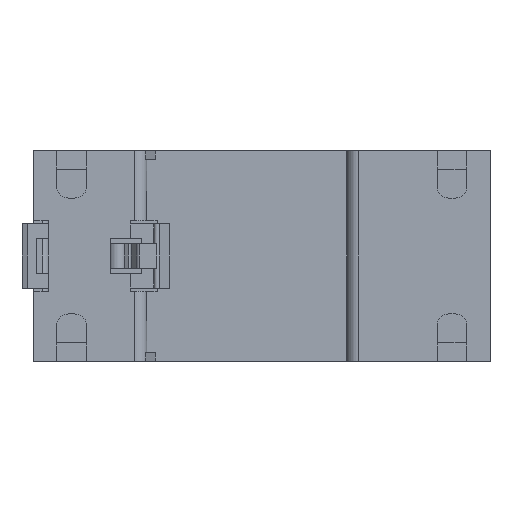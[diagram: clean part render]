
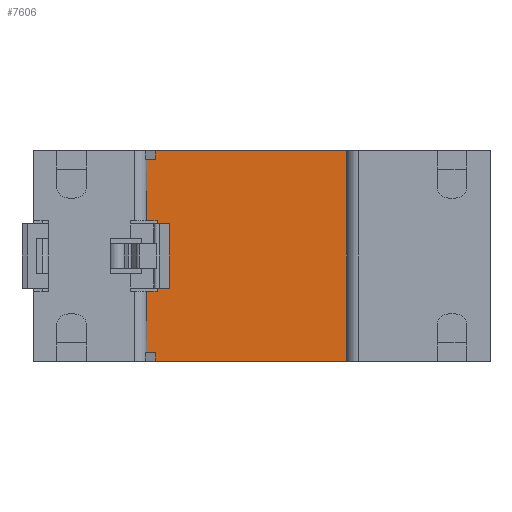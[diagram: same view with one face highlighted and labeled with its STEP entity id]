
A CAD part, front view. The second image highlights one B-rep face of the part: STEP entity #7606.
In plain terms, the highlighted planar face has unit normal (0, -1, 0).
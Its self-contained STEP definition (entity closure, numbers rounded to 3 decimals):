
#739=DIRECTION('',(1.,0.,0.));
#740=VECTOR('',#739,35.5);
#741=CARTESIAN_POINT('',(-18.2,0.,36.));
#742=LINE('',#741,#740);
#743=DIRECTION('',(0.,0.,-1.));
#744=VECTOR('',#743,36.);
#745=CARTESIAN_POINT('',(17.3,0.,36.));
#746=LINE('',#745,#744);
#747=DIRECTION('',(-1.,0.,0.));
#748=VECTOR('',#747,35.5);
#749=CARTESIAN_POINT('',(17.3,0.,0.));
#750=LINE('',#749,#748);
#751=DIRECTION('',(1.,0.,0.));
#752=VECTOR('',#751,1.8);
#753=CARTESIAN_POINT('',(-19.7,0.,12.));
#754=LINE('',#753,#752);
#755=DIRECTION('',(0.,0.,-1.));
#756=VECTOR('',#755,12.);
#757=CARTESIAN_POINT('',(-17.9,0.,24.));
#758=LINE('',#757,#756);
#1115=DIRECTION('',(0.,0.,-1.));
#1116=VECTOR('',#1115,10.5);
#1117=CARTESIAN_POINT('',(-19.7,0.,12.));
#1118=LINE('',#1117,#1116);
#1124=DIRECTION('',(1.,0.,0.));
#1125=VECTOR('',#1124,1.5);
#1126=CARTESIAN_POINT('',(-19.7,0.,1.5));
#1127=LINE('',#1126,#1125);
#1140=DIRECTION('',(0.,0.,-1.));
#1141=VECTOR('',#1140,1.5);
#1142=CARTESIAN_POINT('',(-18.2,0.,1.5));
#1143=LINE('',#1142,#1141);
#1365=DIRECTION('',(1.,0.,0.));
#1366=VECTOR('',#1365,1.8);
#1367=CARTESIAN_POINT('',(-19.7,0.,24.));
#1368=LINE('',#1367,#1366);
#2261=DIRECTION('',(-1.,0.,0.));
#2262=VECTOR('',#2261,1.5);
#2263=CARTESIAN_POINT('',(-18.2,0.,34.5));
#2264=LINE('',#2263,#2262);
#2269=DIRECTION('',(0.,0.,-1.));
#2270=VECTOR('',#2269,1.5);
#2271=CARTESIAN_POINT('',(-18.2,0.,36.));
#2272=LINE('',#2271,#2270);
#2277=DIRECTION('',(0.,0.,-1.));
#2278=VECTOR('',#2277,10.5);
#2279=CARTESIAN_POINT('',(-19.7,0.,34.5));
#2280=LINE('',#2279,#2278);
#5627=CARTESIAN_POINT('',(-18.2,0.,0.));
#5628=VERTEX_POINT('',#5627);
#5730=CARTESIAN_POINT('',(-18.2,0.,36.));
#5732=VERTEX_POINT('',#5730);
#5875=CARTESIAN_POINT('',(17.3,0.,36.));
#5876=CARTESIAN_POINT('',(17.3,0.,0.));
#5877=VERTEX_POINT('',#5875);
#5878=VERTEX_POINT('',#5876);
#5879=CARTESIAN_POINT('',(-17.9,0.,24.));
#5880=CARTESIAN_POINT('',(-17.9,0.,12.));
#5881=VERTEX_POINT('',#5879);
#5882=VERTEX_POINT('',#5880);
#5883=CARTESIAN_POINT('',(-18.2,0.,34.5));
#5884=CARTESIAN_POINT('',(-19.7,0.,34.5));
#5885=VERTEX_POINT('',#5883);
#5886=VERTEX_POINT('',#5884);
#5887=CARTESIAN_POINT('',(-19.7,0.,12.));
#5888=VERTEX_POINT('',#5887);
#5925=CARTESIAN_POINT('',(-19.7,0.,24.));
#5926=VERTEX_POINT('',#5925);
#6217=CARTESIAN_POINT('',(-18.2,0.,1.5));
#6218=VERTEX_POINT('',#6217);
#6221=CARTESIAN_POINT('',(-19.7,0.,1.5));
#6222=VERTEX_POINT('',#6221);
#7578=CARTESIAN_POINT('',(-1.2,0.,18.));
#7579=DIRECTION('',(0.,1.,0.));
#7580=DIRECTION('',(1.,0.,0.));
#7581=AXIS2_PLACEMENT_3D('',#7578,#7579,#7580);
#7582=PLANE('',#7581);
#7584=ORIENTED_EDGE('',*,*,#7583,.F.);
#7586=ORIENTED_EDGE('',*,*,#7585,.F.);
#7588=ORIENTED_EDGE('',*,*,#7587,.F.);
#7590=ORIENTED_EDGE('',*,*,#7589,.F.);
#7592=ORIENTED_EDGE('',*,*,#7591,.F.);
#7593=ORIENTED_EDGE('',*,*,#7269,.T.);
#7594=ORIENTED_EDGE('',*,*,#7570,.T.);
#7595=ORIENTED_EDGE('',*,*,#6969,.T.);
#7597=ORIENTED_EDGE('',*,*,#7596,.F.);
#7599=ORIENTED_EDGE('',*,*,#7598,.F.);
#7601=ORIENTED_EDGE('',*,*,#7600,.F.);
#7603=ORIENTED_EDGE('',*,*,#7602,.T.);
#7604=EDGE_LOOP('',(#7584,#7586,#7588,#7590,#7592,#7593,#7594,#7595,#7597,#7599,
#7601,#7603));
#7605=FACE_OUTER_BOUND('',#7604,.F.);
#6969=EDGE_CURVE('',#5878,#5628,#750,.T.);
#7269=EDGE_CURVE('',#5732,#5877,#742,.T.);
#7570=EDGE_CURVE('',#5877,#5878,#746,.T.);
#7583=EDGE_CURVE('',#5881,#5882,#758,.T.);
#7585=EDGE_CURVE('',#5926,#5881,#1368,.T.);
#7587=EDGE_CURVE('',#5886,#5926,#2280,.T.);
#7589=EDGE_CURVE('',#5885,#5886,#2264,.T.);
#7591=EDGE_CURVE('',#5732,#5885,#2272,.T.);
#7596=EDGE_CURVE('',#6218,#5628,#1143,.T.);
#7598=EDGE_CURVE('',#6222,#6218,#1127,.T.);
#7600=EDGE_CURVE('',#5888,#6222,#1118,.T.);
#7602=EDGE_CURVE('',#5888,#5882,#754,.T.);
#7606=ADVANCED_FACE('',(#7605),#7582,.F.);
